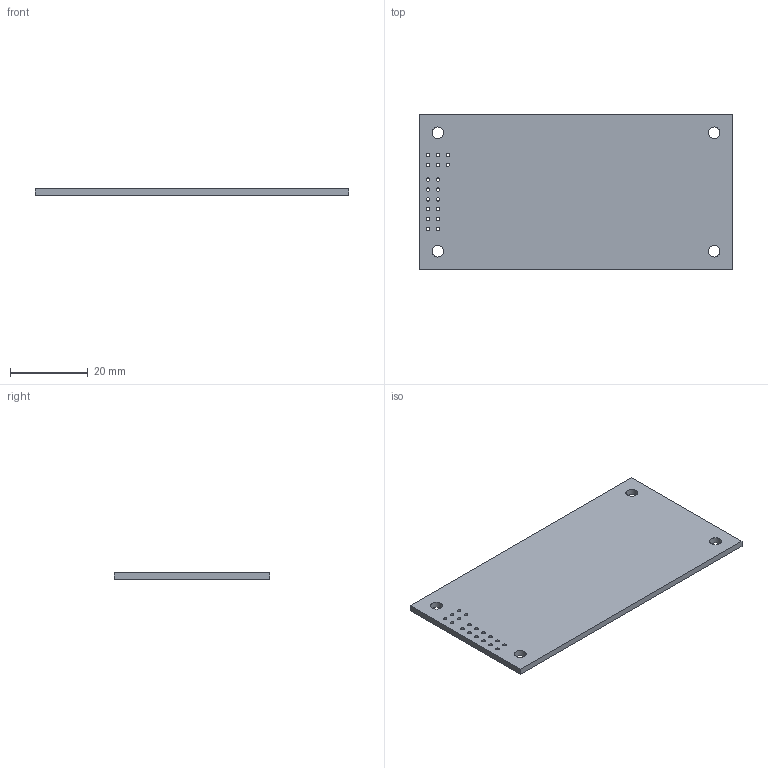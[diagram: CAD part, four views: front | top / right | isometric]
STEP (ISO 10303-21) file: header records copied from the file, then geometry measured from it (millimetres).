
FILE_DESCRIPTION(('KiCad electronic assembly'),'2;1');
FILE_NAME('PCRD03.step','2023-11-27T17:45:12',('Pcbnew'),('Kicad'), 'Open CASCADE STEP processor 7.6','KiCad to STEP converter','Unknown' );
FILE_SCHEMA(('AUTOMOTIVE_DESIGN { 1 0 10303 214 1 1 1 1 }'));
Length unit declared in the file: millimetre
Products named in the file (2): PCRD03 1; PCRD03 PCB
Assembly tree (1 placements, depth 2):
  PCRD03 1
    PCRD03 PCB
Bounding box: 80.77 x 40.13 x 1.6 mm (x, y, z)
Volume: 5123.4 mm3; surface area: 6931.8 mm2
Topology: 1 solids, 1 shells, 28 faces, 78 edges, 52 vertices
Faces by surface type: cylinder 22, plane 6
Full cylindrical faces by diameter (mm): 0.889 x18, 3 x4
Entity records: 2207 total; most frequent: CARTESIAN_POINT 580, DIRECTION 294, ORIENTED_EDGE 156, PCURVE 156, DEFINITIONAL_REPRESENTATION 156, LINE 146, VECTOR 146, EDGE_CURVE 78
